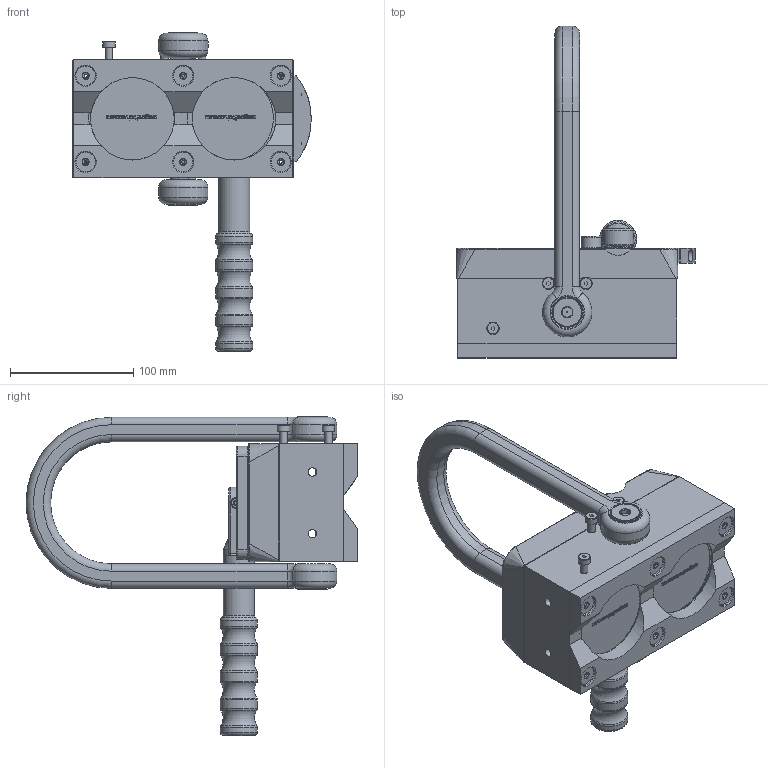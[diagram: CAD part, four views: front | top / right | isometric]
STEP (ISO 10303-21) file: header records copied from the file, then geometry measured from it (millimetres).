
FILE_DESCRIPTION(/* description */ (''),/* implementation_level */ '2;1');
FILE_NAME(/* name */ 'MS-8100484.stp',/* time_stamp */ '2013-12-11T10:05:08+01:00',/* author */ ('bs'),/* organization */ (''),/* preprocessor_version */ 'ST-DEVELOPER v15.2',/* originating_system */ 'Autodesk Inventor 2014',/* authorisation */ '');
FILE_SCHEMA (('AUTOMOTIVE_DESIGN { 1 0 10303 214 3 1 1 }'));
Products named in the file (1): MS-8100484
Bounding box: 193.76 x 269.5 x 259.8 mm (x, y, z)
Volume: 1768.3 mm3; surface area: 197182.1 mm2
Topology: 14 solids, 193 shells, 1148 faces, 5285 edges, 4244 vertices
Faces by surface type: plane 645, bspline 226, cylinder 122, cone 106, torus 46, sphere 3
Full cylindrical faces by diameter (mm): 3.2 x2, 4.2 x1, 6 x3, 6.8 x4, 9 x1, 10 x5, 13 x4, 16 x4, 17.3 x6, 20 x1, 22.225 x1, 23.812 x1, 25 x2, 25.4 x1, 30.163 x5, 68 x2, 69.8 x1
Entity records: 74782 total; most frequent: CARTESIAN_POINT 34999, ORIENTED_EDGE 7237, DIRECTION 6697, EDGE_CURVE 5173, VERTEX_POINT 4229, LINE 3677, VECTOR 3677, AXIS2_PLACEMENT_3D 1510
